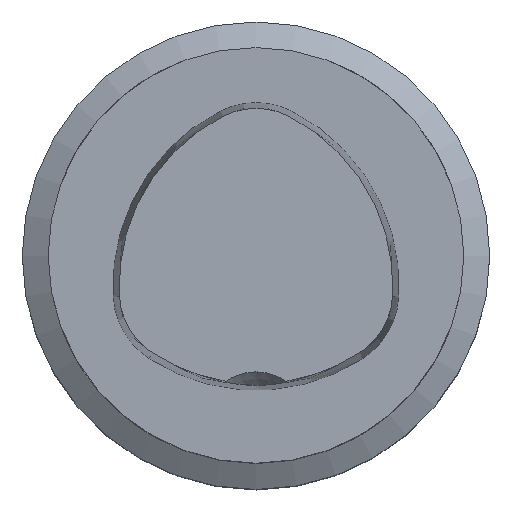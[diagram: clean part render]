
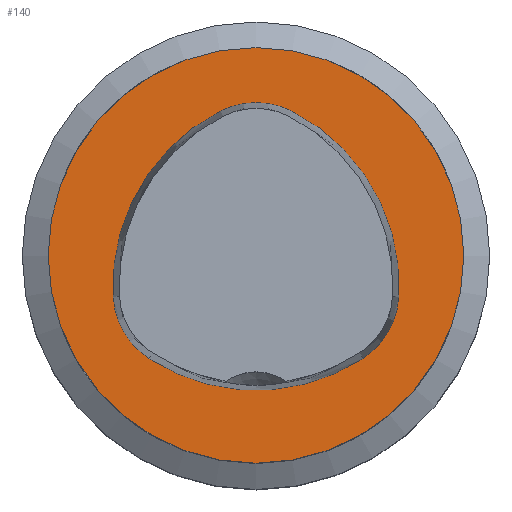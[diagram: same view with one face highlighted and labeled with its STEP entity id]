
A CAD part, top view. The second image highlights one B-rep face of the part: STEP entity #140.
In plain terms, the highlighted planar face has unit normal (0, 0, 1).
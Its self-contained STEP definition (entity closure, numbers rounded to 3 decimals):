
#35=FACE_BOUND('',#198,.T.);
#36=FACE_BOUND('',#199,.T.);
#70=PLANE('',#512);
#140=ADVANCED_FACE('',(#35,#36),#70,.T.);
#198=EDGE_LOOP('',(#309));
#199=EDGE_LOOP('',(#310,#311,#312,#313,#314,#315));
#218=CIRCLE('',#472,15.063);
#221=CIRCLE('',#476,6.063);
#223=CIRCLE('',#479,6.063);
#225=CIRCLE('',#482,15.063);
#227=CIRCLE('',#485,6.063);
#229=CIRCLE('',#488,15.063);
#230=CIRCLE('',#511,16.);
#309=ORIENTED_EDGE('',*,*,#426,.F.);
#310=ORIENTED_EDGE('',*,*,#399,.F.);
#311=ORIENTED_EDGE('',*,*,#401,.F.);
#312=ORIENTED_EDGE('',*,*,#389,.F.);
#313=ORIENTED_EDGE('',*,*,#385,.F.);
#314=ORIENTED_EDGE('',*,*,#393,.F.);
#315=ORIENTED_EDGE('',*,*,#396,.F.);
#346=VERTEX_POINT('',#702);
#347=VERTEX_POINT('',#704);
#350=VERTEX_POINT('',#712);
#352=VERTEX_POINT('',#718);
#354=VERTEX_POINT('',#724);
#356=VERTEX_POINT('',#730);
#373=VERTEX_POINT('',#790);
#385=EDGE_CURVE('',#346,#347,#218,.T.);
#389=EDGE_CURVE('',#347,#350,#221,.T.);
#393=EDGE_CURVE('',#352,#346,#223,.T.);
#396=EDGE_CURVE('',#354,#352,#225,.T.);
#399=EDGE_CURVE('',#356,#354,#227,.T.);
#401=EDGE_CURVE('',#350,#356,#229,.T.);
#426=EDGE_CURVE('',#373,#373,#230,.T.);
#472=AXIS2_PLACEMENT_3D('',#703,#545,#546);
#476=AXIS2_PLACEMENT_3D('',#711,#554,#555);
#479=AXIS2_PLACEMENT_3D('',#719,#562,#563);
#482=AXIS2_PLACEMENT_3D('',#725,#569,#570);
#485=AXIS2_PLACEMENT_3D('',#731,#576,#577);
#488=AXIS2_PLACEMENT_3D('',#734,#582,#583);
#511=AXIS2_PLACEMENT_3D('',#789,#644,#645);
#512=AXIS2_PLACEMENT_3D('',#791,#646,#647);
#545=DIRECTION('',(0.,0.,1.));
#546=DIRECTION('',(1.,0.,0.));
#554=DIRECTION('',(0.,0.,1.));
#555=DIRECTION('',(1.,0.,0.));
#562=DIRECTION('',(0.,0.,1.));
#563=DIRECTION('',(1.,0.,0.));
#569=DIRECTION('',(0.,0.,1.));
#570=DIRECTION('',(1.,0.,0.));
#576=DIRECTION('',(0.,0.,1.));
#577=DIRECTION('',(1.,0.,0.));
#582=DIRECTION('',(0.,0.,1.));
#583=DIRECTION('',(1.,0.,0.));
#644=DIRECTION('',(0.,0.,-1.));
#645=DIRECTION('',(-1.,0.,0.));
#646=DIRECTION('',(0.,0.,1.));
#647=DIRECTION('',(0.,1.,0.));
#702=CARTESIAN_POINT('',(-8.262,-7.919,0.));
#703=CARTESIAN_POINT('',(0.,4.675,0.));
#704=CARTESIAN_POINT('',(8.262,-7.919,0.));
#711=CARTESIAN_POINT('',(4.936,-2.85,0.));
#712=CARTESIAN_POINT('',(10.989,-3.195,0.));
#718=CARTESIAN_POINT('',(-10.989,-3.195,0.));
#719=CARTESIAN_POINT('',(-4.936,-2.85,0.));
#724=CARTESIAN_POINT('',(-2.728,11.115,0.));
#725=CARTESIAN_POINT('',(4.049,-2.338,0.));
#730=CARTESIAN_POINT('',(2.728,11.115,0.));
#731=CARTESIAN_POINT('',(0.,5.7,0.));
#734=CARTESIAN_POINT('',(-4.049,-2.338,0.));
#789=CARTESIAN_POINT('',(0.,0.,0.));
#790=CARTESIAN_POINT('',(-16.,0.,0.));
#791=CARTESIAN_POINT('',(-8.,0.,0.));
